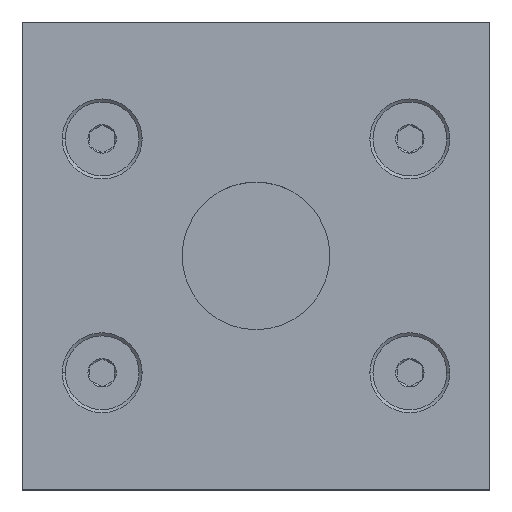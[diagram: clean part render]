
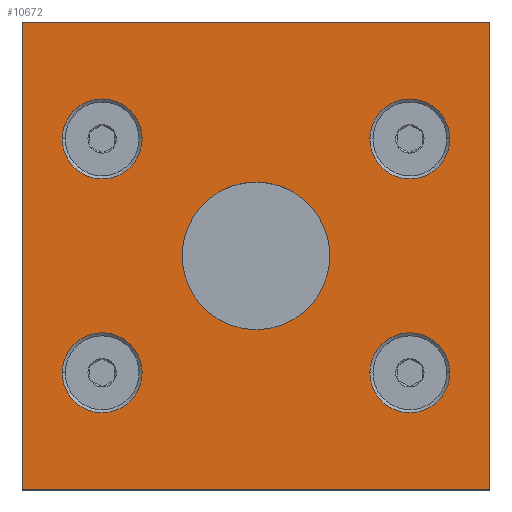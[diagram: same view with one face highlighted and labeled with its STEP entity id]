
A CAD part, top view. The second image highlights one B-rep face of the part: STEP entity #10672.
In plain terms, the highlighted planar face has unit normal (0, 0, 1).
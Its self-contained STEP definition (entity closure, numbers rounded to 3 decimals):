
#164 = CARTESIAN_POINT ( 'NONE',  ( 17.838, 20.286, 45. ) ) ;
#169 = CARTESIAN_POINT ( 'NONE',  ( 21.088, 29.786, 45. ) ) ;
#217 = DIRECTION ( 'NONE',  ( 0., 0., 1. ) ) ;
#250 = DIRECTION ( 'NONE',  ( 0., 0., 1. ) ) ;
#302 = DIRECTION ( 'NONE',  ( 1., 0., 0. ) ) ;
#326 = CARTESIAN_POINT ( 'NONE',  ( 14.588, 20.286, 45. ) ) ;
#446 = CIRCLE ( 'NONE', #4325, 3.25 ) ;
#874 = CARTESIAN_POINT ( 'NONE',  ( -7.162, 20.286, 45. ) ) ;
#1000 = CARTESIAN_POINT ( 'NONE',  ( 2.088, 10.786, 45. ) ) ;
#1017 = CIRCLE ( 'NONE', #2558, 3.25 ) ;
#1219 = CARTESIAN_POINT ( 'NONE',  ( 8.088, 10.786, 45. ) ) ;
#1455 = CARTESIAN_POINT ( 'NONE',  ( -7.162, 1.286, 45. ) ) ;
#1617 = ORIENTED_EDGE ( 'NONE', *, *, #8599, .F. ) ;
#1654 = FACE_BOUND ( 'NONE', #3192, .T. ) ;
#1662 = EDGE_CURVE ( 'NONE', #2220, #1867, #6465, .T. ) ;
#1867 = VERTEX_POINT ( 'NONE', #4951 ) ;
#1904 = EDGE_CURVE ( 'NONE', #3539, #7351, #9062, .T. ) ;
#1959 = DIRECTION ( 'NONE',  ( 0., 0., 1. ) ) ;
#2074 = ORIENTED_EDGE ( 'NONE', *, *, #1904, .F. ) ;
#2087 = CARTESIAN_POINT ( 'NONE',  ( -16.912, -8.214, 45. ) ) ;
#2220 = VERTEX_POINT ( 'NONE', #4667 ) ;
#2490 = EDGE_LOOP ( 'NONE', ( #11032, #11005 ) ) ;
#2540 = CARTESIAN_POINT ( 'NONE',  ( -16.912, 29.786, 45. ) ) ;
#2548 = CARTESIAN_POINT ( 'NONE',  ( -16.912, -8.214, 45. ) ) ;
#2558 = AXIS2_PLACEMENT_3D ( 'NONE', #8751, #3957, #4047 ) ;
#2748 = DIRECTION ( 'NONE',  ( 1., 0., 0. ) ) ;
#2862 = DIRECTION ( 'NONE',  ( 0., 0., 1. ) ) ;
#2898 = EDGE_CURVE ( 'NONE', #10079, #3244, #4519, .T. ) ;
#3153 = DIRECTION ( 'NONE',  ( 1., 0., 0. ) ) ;
#3162 = CIRCLE ( 'NONE', #6289, 3.25 ) ;
#3192 = EDGE_LOOP ( 'NONE', ( #10537, #12459 ) ) ;
#3211 = VERTEX_POINT ( 'NONE', #3660 ) ;
#3244 = VERTEX_POINT ( 'NONE', #12374 ) ;
#3430 = DIRECTION ( 'NONE',  ( -1., 0., 0. ) ) ;
#3450 = EDGE_CURVE ( 'NONE', #3211, #10450, #11932, .T. ) ;
#3539 = VERTEX_POINT ( 'NONE', #6989 ) ;
#3660 = CARTESIAN_POINT ( 'NONE',  ( -3.912, 10.786, 45. ) ) ;
#3678 = DIRECTION ( 'NONE',  ( 0., 0., 1. ) ) ;
#3695 = VERTEX_POINT ( 'NONE', #1455 ) ;
#3739 = CARTESIAN_POINT ( 'NONE',  ( 14.588, 1.286, 45. ) ) ;
#3803 = DIRECTION ( 'NONE',  ( 0., 1., 0. ) ) ;
#3957 = DIRECTION ( 'NONE',  ( 0., 0., 1. ) ) ;
#3969 = CIRCLE ( 'NONE', #9187, 6. ) ;
#4047 = DIRECTION ( 'NONE',  ( 1., 0., 0. ) ) ;
#4197 = DIRECTION ( 'NONE',  ( 0., 0., 1. ) ) ;
#4238 = FACE_BOUND ( 'NONE', #5796, .T. ) ;
#4325 = AXIS2_PLACEMENT_3D ( 'NONE', #7057, #217, #302 ) ;
#4433 = ORIENTED_EDGE ( 'NONE', *, *, #11939, .F. ) ;
#4435 = VECTOR ( 'NONE', #8130, 1000. ) ;
#4445 = ORIENTED_EDGE ( 'NONE', *, *, #10990, .F. ) ;
#4519 = CIRCLE ( 'NONE', #6543, 3.25 ) ;
#4610 = ORIENTED_EDGE ( 'NONE', *, *, #9664, .F. ) ;
#4667 = CARTESIAN_POINT ( 'NONE',  ( -16.912, -8.214, 45. ) ) ;
#4711 = FACE_BOUND ( 'NONE', #7661, .T. ) ;
#4808 = AXIS2_PLACEMENT_3D ( 'NONE', #1000, #11631, #4910 ) ;
#4880 = DIRECTION ( 'NONE',  ( 1., 0., 0. ) ) ;
#4910 = DIRECTION ( 'NONE',  ( 1., 0., 0. ) ) ;
#4951 = CARTESIAN_POINT ( 'NONE',  ( 21.088, -8.214, 45. ) ) ;
#5066 = EDGE_LOOP ( 'NONE', ( #5538, #7374, #6635, #8901 ) ) ;
#5143 = FACE_BOUND ( 'NONE', #2490, .T. ) ;
#5228 = CIRCLE ( 'NONE', #7230, 3.25 ) ;
#5537 = DIRECTION ( 'NONE',  ( 1., 0., 0. ) ) ;
#5538 = ORIENTED_EDGE ( 'NONE', *, *, #9437, .T. ) ;
#5681 = DIRECTION ( 'NONE',  ( 1., 0., 0. ) ) ;
#5796 = EDGE_LOOP ( 'NONE', ( #4445, #2074 ) ) ;
#6088 = DIRECTION ( 'NONE',  ( 1., 0., 0. ) ) ;
#6147 = DIRECTION ( 'NONE',  ( 1., 0., 0. ) ) ;
#6180 = ORIENTED_EDGE ( 'NONE', *, *, #3450, .F. ) ;
#6256 = VERTEX_POINT ( 'NONE', #6868 ) ;
#6289 = AXIS2_PLACEMENT_3D ( 'NONE', #326, #250, #6088 ) ;
#6465 = LINE ( 'NONE', #2087, #8720 ) ;
#6543 = AXIS2_PLACEMENT_3D ( 'NONE', #6719, #6875, #4880 ) ;
#6635 = ORIENTED_EDGE ( 'NONE', *, *, #12016, .T. ) ;
#6719 = CARTESIAN_POINT ( 'NONE',  ( -10.412, 20.286, 45. ) ) ;
#6742 = CARTESIAN_POINT ( 'NONE',  ( 2.088, 10.786, 45. ) ) ;
#6763 = CARTESIAN_POINT ( 'NONE',  ( 21.088, 29.786, 45. ) ) ;
#6767 = VERTEX_POINT ( 'NONE', #11645 ) ;
#6868 = CARTESIAN_POINT ( 'NONE',  ( 11.338, 1.286, 45. ) ) ;
#6875 = DIRECTION ( 'NONE',  ( 0., 0., 1. ) ) ;
#6989 = CARTESIAN_POINT ( 'NONE',  ( 11.338, 20.286, 45. ) ) ;
#7057 = CARTESIAN_POINT ( 'NONE',  ( -10.412, 20.286, 45. ) ) ;
#7100 = PLANE ( 'NONE',  #12510 ) ;
#7135 = CARTESIAN_POINT ( 'NONE',  ( -13.662, 1.286, 45. ) ) ;
#7169 = CARTESIAN_POINT ( 'NONE',  ( -10.412, 1.286, 45. ) ) ;
#7230 = AXIS2_PLACEMENT_3D ( 'NONE', #7169, #4197, #6147 ) ;
#7232 = CIRCLE ( 'NONE', #9725, 3.25 ) ;
#7281 = FACE_BOUND ( 'NONE', #10094, .T. ) ;
#7322 = LINE ( 'NONE', #2540, #4435 ) ;
#7348 = VERTEX_POINT ( 'NONE', #8099 ) ;
#7351 = VERTEX_POINT ( 'NONE', #164 ) ;
#7374 = ORIENTED_EDGE ( 'NONE', *, *, #1662, .T. ) ;
#7439 = DIRECTION ( 'NONE',  ( 0., 0., 1. ) ) ;
#7444 = CARTESIAN_POINT ( 'NONE',  ( 14.588, 1.286, 45. ) ) ;
#7463 = VERTEX_POINT ( 'NONE', #7135 ) ;
#7661 = EDGE_LOOP ( 'NONE', ( #4610, #6180 ) ) ;
#8099 = CARTESIAN_POINT ( 'NONE',  ( -16.912, 29.786, 45. ) ) ;
#8130 = DIRECTION ( 'NONE',  ( 0., -1., 0. ) ) ;
#8599 = EDGE_CURVE ( 'NONE', #6767, #6256, #9948, .T. ) ;
#8720 = VECTOR ( 'NONE', #3153, 1000. ) ;
#8751 = CARTESIAN_POINT ( 'NONE',  ( -10.412, 1.286, 45. ) ) ;
#8846 = CARTESIAN_POINT ( 'NONE',  ( 14.588, 20.286, 45. ) ) ;
#8901 = ORIENTED_EDGE ( 'NONE', *, *, #12520, .T. ) ;
#9062 = CIRCLE ( 'NONE', #10359, 3.25 ) ;
#9187 = AXIS2_PLACEMENT_3D ( 'NONE', #6742, #1959, #2748 ) ;
#9249 = FACE_OUTER_BOUND ( 'NONE', #5066, .T. ) ;
#9344 = VECTOR ( 'NONE', #3430, 1000. ) ;
#9437 = EDGE_CURVE ( 'NONE', #7348, #2220, #7322, .T. ) ;
#9664 = EDGE_CURVE ( 'NONE', #10450, #3211, #3969, .T. ) ;
#9725 = AXIS2_PLACEMENT_3D ( 'NONE', #7444, #3678, #5537 ) ;
#9751 = DIRECTION ( 'NONE',  ( 0., 0., 1. ) ) ;
#9948 = CIRCLE ( 'NONE', #11300, 3.25 ) ;
#10079 = VERTEX_POINT ( 'NONE', #874 ) ;
#10094 = EDGE_LOOP ( 'NONE', ( #1617, #4433 ) ) ;
#10120 = VECTOR ( 'NONE', #3803, 1000. ) ;
#10287 = CARTESIAN_POINT ( 'NONE',  ( -16.912, 29.786, 45. ) ) ;
#10338 = EDGE_CURVE ( 'NONE', #3244, #10079, #446, .T. ) ;
#10359 = AXIS2_PLACEMENT_3D ( 'NONE', #8846, #9751, #10830 ) ;
#10450 = VERTEX_POINT ( 'NONE', #1219 ) ;
#10537 = ORIENTED_EDGE ( 'NONE', *, *, #12375, .F. ) ;
#10559 = VERTEX_POINT ( 'NONE', #169 ) ;
#10672 = ADVANCED_FACE ( 'NONE', ( #5143, #4238, #7281, #1654, #4711, #9249 ), #7100, .T. ) ;
#10732 = LINE ( 'NONE', #10287, #9344 ) ;
#10741 = LINE ( 'NONE', #6763, #10120 ) ;
#10830 = DIRECTION ( 'NONE',  ( 1., 0., 0. ) ) ;
#10990 = EDGE_CURVE ( 'NONE', #7351, #3539, #3162, .T. ) ;
#11005 = ORIENTED_EDGE ( 'NONE', *, *, #10338, .F. ) ;
#11032 = ORIENTED_EDGE ( 'NONE', *, *, #2898, .F. ) ;
#11300 = AXIS2_PLACEMENT_3D ( 'NONE', #3739, #2862, #5681 ) ;
#11631 = DIRECTION ( 'NONE',  ( 0., 0., 1. ) ) ;
#11645 = CARTESIAN_POINT ( 'NONE',  ( 17.838, 1.286, 45. ) ) ;
#11698 = EDGE_CURVE ( 'NONE', #7463, #3695, #1017, .T. ) ;
#11932 = CIRCLE ( 'NONE', #4808, 6. ) ;
#11939 = EDGE_CURVE ( 'NONE', #6256, #6767, #7232, .T. ) ;
#12016 = EDGE_CURVE ( 'NONE', #1867, #10559, #10741, .T. ) ;
#12252 = DIRECTION ( 'NONE',  ( 1., 0., 0. ) ) ;
#12374 = CARTESIAN_POINT ( 'NONE',  ( -13.662, 20.286, 45. ) ) ;
#12375 = EDGE_CURVE ( 'NONE', #3695, #7463, #5228, .T. ) ;
#12459 = ORIENTED_EDGE ( 'NONE', *, *, #11698, .F. ) ;
#12510 = AXIS2_PLACEMENT_3D ( 'NONE', #2548, #7439, #12252 ) ;
#12520 = EDGE_CURVE ( 'NONE', #10559, #7348, #10732, .T. ) ;
